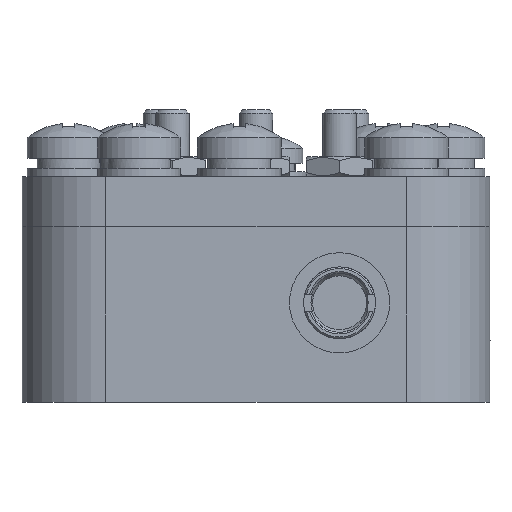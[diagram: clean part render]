
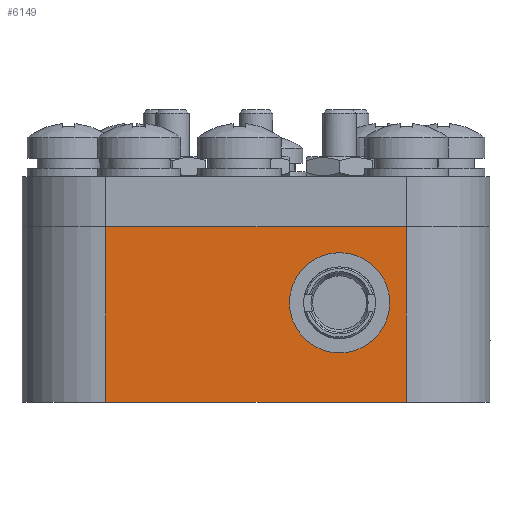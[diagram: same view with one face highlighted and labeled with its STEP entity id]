
A CAD part, left-side view. The second image highlights one B-rep face of the part: STEP entity #6149.
In plain terms, the highlighted planar face has unit normal (-1, 0, 0).
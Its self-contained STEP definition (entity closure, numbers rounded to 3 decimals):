
#6149=ADVANCED_FACE('',(#20179,#20181),#20183,.F.);
#20179=FACE_BOUND('',#20180,.T.);
#20180=EDGE_LOOP('',(#34822,#34823,#34824,#34825));
#20181=FACE_BOUND('',#20182,.T.);
#20182=EDGE_LOOP('',(#34826));
#20183=PLANE('',#20184);
#20184=AXIS2_PLACEMENT_3D('',#20185,#20186,#20187);
#20185=CARTESIAN_POINT('',(-24.,9.,10.5));
#20186=DIRECTION('',(1.,0.,-0.));
#20187=DIRECTION('',(-0.,0.,-1.));
#34822=ORIENTED_EDGE('',*,*,#41434,.T.);
#34823=ORIENTED_EDGE('',*,*,#41441,.F.);
#34824=ORIENTED_EDGE('',*,*,#41452,.F.);
#34825=ORIENTED_EDGE('',*,*,#41450,.T.);
#34826=ORIENTED_EDGE('',*,*,#41098,.F.);
#41098=EDGE_CURVE('',#45872,#45872,#45873,.T.);
#41434=EDGE_CURVE('',#46542,#46540,#46543,.T.);
#41441=EDGE_CURVE('',#46553,#46540,#46555,.T.);
#41450=EDGE_CURVE('',#46568,#46542,#46569,.T.);
#41452=EDGE_CURVE('',#46568,#46553,#46571,.T.);
#45872=VERTEX_POINT('',#66783);
#45873=CIRCLE('',#66784,3.);
#46540=VERTEX_POINT('',#73558);
#46542=VERTEX_POINT('',#73563);
#46543=LINE('',#73564,#73565);
#46553=VERTEX_POINT('',#73589);
#46555=LINE('',#73594,#73595);
#46568=VERTEX_POINT('',#73627);
#46569=LINE('',#73628,#73629);
#46571=LINE('',#73635,#73636);
#66783=CARTESIAN_POINT('',(-24.,-5.,8.95));
#66784=AXIS2_PLACEMENT_3D('',#66785,#66786,#66787);
#66785=CARTESIAN_POINT('',(-24.,-5.,5.95));
#66786=DIRECTION('',(-1.,-0.,0.));
#66787=DIRECTION('',(0.,0.,1.));
#73558=CARTESIAN_POINT('',(-24.,-9.,0.));
#73563=CARTESIAN_POINT('',(-24.,9.,0.));
#73564=CARTESIAN_POINT('',(-24.,9.,0.));
#73565=VECTOR('',#73566,1.);
#73566=DIRECTION('',(0.,-1.,0.));
#73589=CARTESIAN_POINT('',(-24.,-9.,10.5));
#73594=CARTESIAN_POINT('',(-24.,-9.,10.5));
#73595=VECTOR('',#73596,1.);
#73596=DIRECTION('',(0.,0.,-1.));
#73627=CARTESIAN_POINT('',(-24.,9.,10.5));
#73628=CARTESIAN_POINT('',(-24.,9.,10.5));
#73629=VECTOR('',#73630,1.);
#73630=DIRECTION('',(0.,0.,-1.));
#73635=CARTESIAN_POINT('',(-24.,9.,10.5));
#73636=VECTOR('',#73637,1.);
#73637=DIRECTION('',(0.,-1.,0.));
